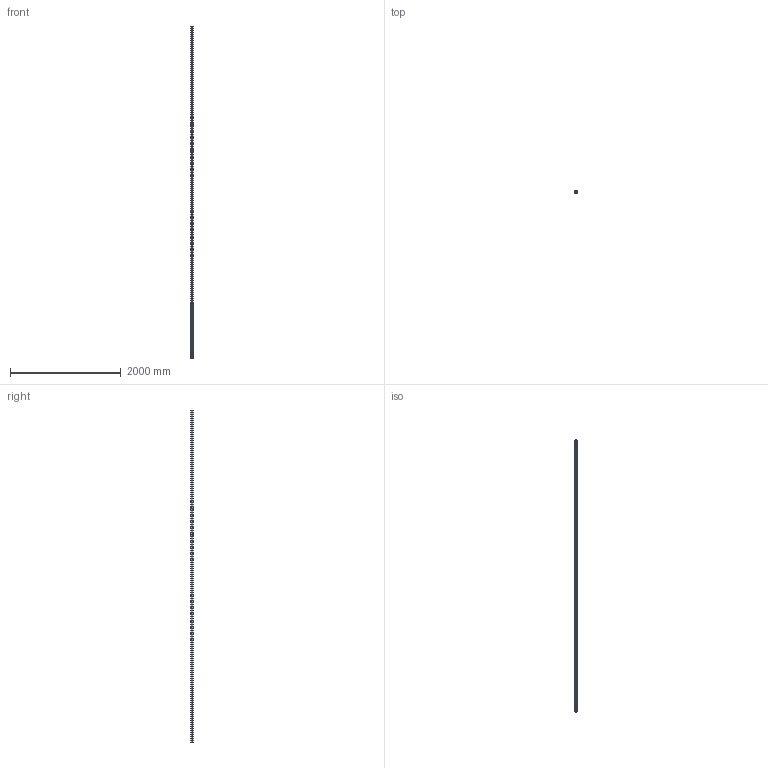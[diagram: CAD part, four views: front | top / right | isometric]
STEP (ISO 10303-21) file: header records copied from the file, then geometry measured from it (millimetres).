
FILE_DESCRIPTION (( 'STEP AP214' ), '1' );
FILE_NAME ('1122954.STEP', '2026-02-05T12:37:10', ( '' ), ( '' ), 'SwSTEP 2.0', 'SolidWorks 2024', '' );
FILE_SCHEMA (( 'AUTOMOTIVE_DESIGN' ));
Length unit declared in the file: millimetre
Products named in the file (2): 1122954; 011035_L=6000
Assembly tree (2 placements, depth 2):
  1122954
    011035_L=6000  x2
Bounding box: 41 x 42 x 6000 mm (x, y, z)
Volume: 2299980.3 mm3; surface area: 2351887.6 mm2
Topology: 2 solids, 2 shells, 1388 faces, 3276 edges, 2152 vertices
Faces by surface type: cylinder 704, plane 684
Entity records: 20245 total; most frequent: DIRECTION 3740, CARTESIAN_POINT 3413, ORIENTED_EDGE 3276, EDGE_CURVE 1638, AXIS2_PLACEMENT_3D 1403, VERTEX_POINT 1076, VECTOR 934, LINE 934
